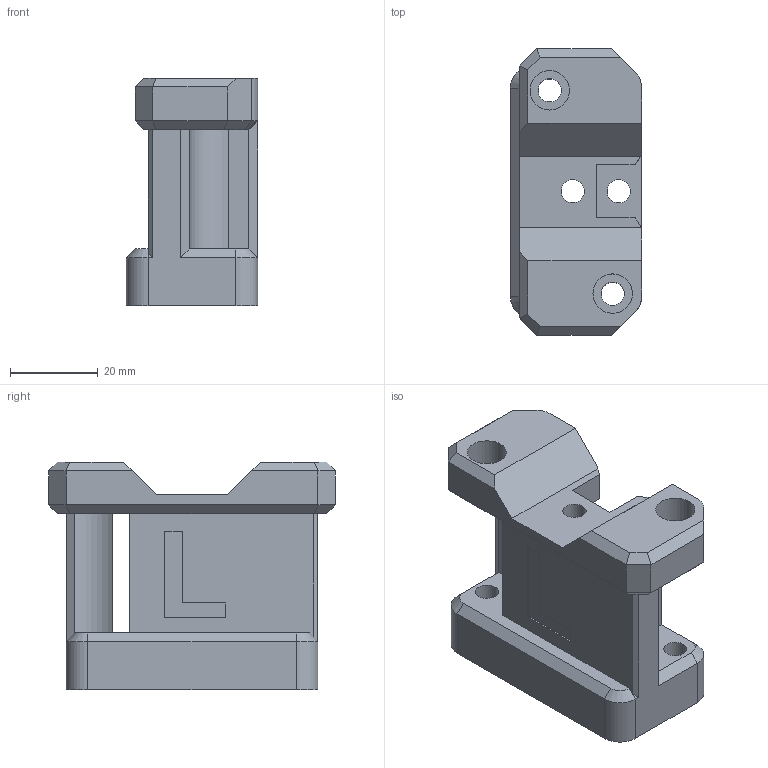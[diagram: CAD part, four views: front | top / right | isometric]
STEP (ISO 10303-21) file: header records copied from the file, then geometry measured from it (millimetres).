
FILE_DESCRIPTION(/* description */ (''),/* implementation_level */ '2;1');
FILE_NAME(/* name */ 'xy_joiner_left_3.1.step',/* time_stamp */ '2022-06-06T13:13:23+01:00',/* author */ (''),/* organization */ (''),/* preprocessor_version */ 'ST-DEVELOPER v19',/* originating_system */ 'Autodesk Translation Framework v11.7.0.108',/* authorisation */ '');
FILE_SCHEMA (('AUTOMOTIVE_DESIGN { 1 0 10303 214 3 1 1 }'));
Length unit declared in the file: millimetre
Products named in the file (1): xy_joiner_left_3.1
Bounding box: 30 x 65.5 x 52 mm (x, y, z)
Volume: 50550.7 mm3; surface area: 16368.1 mm2
Topology: 1 solids, 1 shells, 107 faces, 275 edges, 173 vertices
Faces by surface type: plane 82, cylinder 19, cone 5, bspline 1
Full cylindrical faces by diameter (mm): 5.3 x7, 9 x4
Entity records: 3281 total; most frequent: CARTESIAN_POINT 598, ORIENTED_EDGE 550, DIRECTION 529, EDGE_CURVE 275, LINE 227, VECTOR 227, VERTEX_POINT 173, AXIS2_PLACEMENT_3D 151
